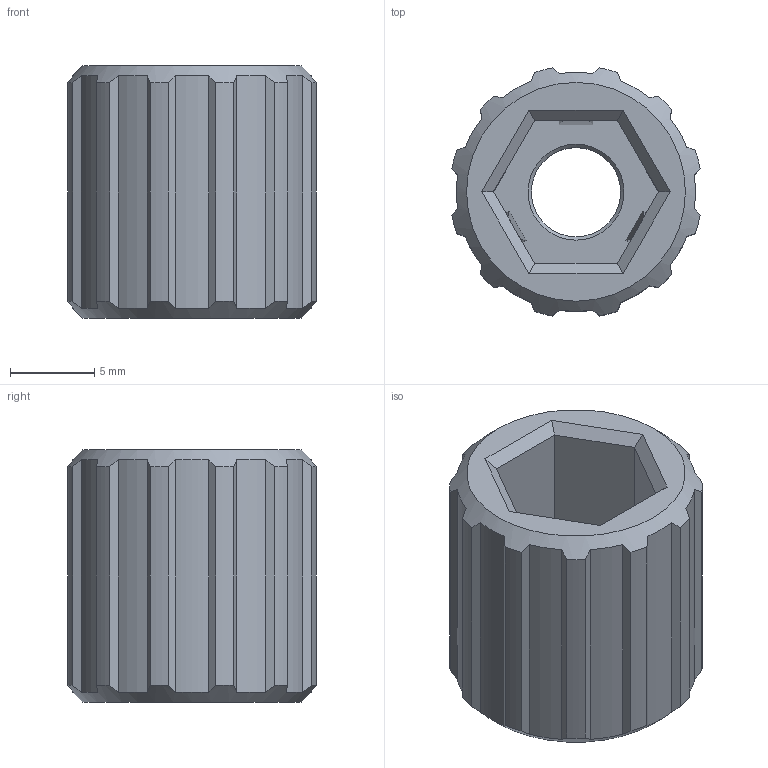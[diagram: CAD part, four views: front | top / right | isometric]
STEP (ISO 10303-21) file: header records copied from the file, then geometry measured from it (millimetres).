
FILE_DESCRIPTION(/* description */ (''),/* implementation_level */ '2;1');
FILE_NAME(/* name */ 'Knob.step',/* time_stamp */ '2019-07-26T23:13:07+10:00',/* author */ (''),/* organization */ (''),/* preprocessor_version */ 'ST-DEVELOPER v18',/* originating_system */ 'Autodesk Translation Framework v8.2.0.1029',/* authorisation */ '');
FILE_SCHEMA (('AUTOMOTIVE_DESIGN { 1 0 10303 214 3 1 1 }'));
Length unit declared in the file: millimetre
Products named in the file (2): Knob vertical; Knob
Assembly tree (1 placements, depth 2):
  Knob vertical
    Knob
Bounding box: 14.74 x 14.74 x 15 mm (x, y, z)
Volume: 1592.4 mm3; surface area: 1395.1 mm2
Topology: 1 solids, 1 shells, 76 faces, 212 edges, 139 vertices
Faces by surface type: plane 48, cylinder 25, cone 3
Full cylindrical faces by diameter (mm): 5.3 x1
Entity records: 2444 total; most frequent: CARTESIAN_POINT 526, ORIENTED_EDGE 424, DIRECTION 377, EDGE_CURVE 212, VERTEX_POINT 139, AXIS2_PLACEMENT_3D 134, LINE 109, VECTOR 109
